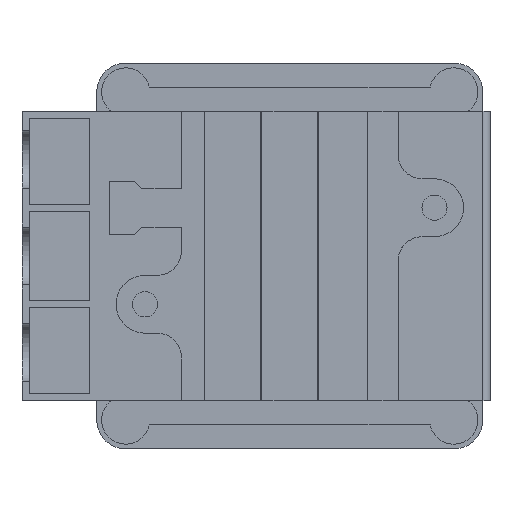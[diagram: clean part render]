
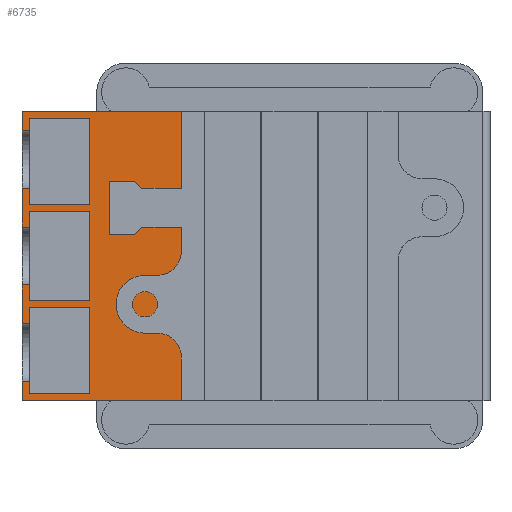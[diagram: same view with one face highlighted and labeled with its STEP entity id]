
A CAD part, front view. The second image highlights one B-rep face of the part: STEP entity #6735.
In plain terms, the highlighted planar face has unit normal (0, -1, 0).
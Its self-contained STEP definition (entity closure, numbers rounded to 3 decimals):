
#862=DIRECTION('',(0.,0.,1.));
#863=VECTOR('',#862,60.);
#864=CARTESIAN_POINT('',(-22.5,11.7,-30.));
#865=LINE('',#864,#863);
#993=DIRECTION('',(1.,0.,0.));
#994=VECTOR('',#993,1.5);
#995=CARTESIAN_POINT('',(-55.5,11.7,14.));
#996=LINE('',#995,#994);
#997=DIRECTION('',(1.,0.,0.));
#998=VECTOR('',#997,12.5);
#999=CARTESIAN_POINT('',(-54.,11.7,10.75));
#1000=LINE('',#999,#998);
#1001=DIRECTION('',(0.,0.,1.));
#1002=VECTOR('',#1001,17.85);
#1003=CARTESIAN_POINT('',(-41.5,11.7,10.75));
#1004=LINE('',#1003,#1002);
#1005=DIRECTION('',(-1.,0.,0.));
#1006=VECTOR('',#1005,12.5);
#1007=CARTESIAN_POINT('',(-41.5,11.7,28.6));
#1008=LINE('',#1007,#1006);
#1009=DIRECTION('',(1.,0.,0.));
#1010=VECTOR('',#1009,1.5);
#1011=CARTESIAN_POINT('',(-55.5,11.7,26.));
#1012=LINE('',#1011,#1010);
#1013=DIRECTION('',(0.,0.,-1.));
#1014=VECTOR('',#1013,4.);
#1015=CARTESIAN_POINT('',(-55.5,11.7,30.));
#1016=LINE('',#1015,#1014);
#1017=DIRECTION('',(1.,0.,0.));
#1018=VECTOR('',#1017,33.);
#1019=CARTESIAN_POINT('',(-55.5,11.7,30.));
#1020=LINE('',#1019,#1018);
#1021=DIRECTION('',(-1.,0.,0.));
#1022=VECTOR('',#1021,33.);
#1023=CARTESIAN_POINT('',(-22.5,11.7,-30.));
#1024=LINE('',#1023,#1022);
#1025=DIRECTION('',(0.,0.,-1.));
#1026=VECTOR('',#1025,4.);
#1027=CARTESIAN_POINT('',(-55.5,11.7,-26.));
#1028=LINE('',#1027,#1026);
#1029=DIRECTION('',(1.,0.,0.));
#1030=VECTOR('',#1029,1.5);
#1031=CARTESIAN_POINT('',(-55.5,11.7,-26.));
#1032=LINE('',#1031,#1030);
#1033=DIRECTION('',(1.,0.,0.));
#1034=VECTOR('',#1033,12.5);
#1035=CARTESIAN_POINT('',(-54.,11.7,-28.6));
#1036=LINE('',#1035,#1034);
#1037=DIRECTION('',(0.,0.,1.));
#1038=VECTOR('',#1037,17.85);
#1039=CARTESIAN_POINT('',(-41.5,11.7,-28.6));
#1040=LINE('',#1039,#1038);
#1041=DIRECTION('',(-1.,0.,0.));
#1042=VECTOR('',#1041,12.5);
#1043=CARTESIAN_POINT('',(-41.5,11.7,-10.75));
#1044=LINE('',#1043,#1042);
#1045=DIRECTION('',(1.,0.,0.));
#1046=VECTOR('',#1045,1.5);
#1047=CARTESIAN_POINT('',(-55.5,11.7,-14.));
#1048=LINE('',#1047,#1046);
#1049=DIRECTION('',(0.,0.,-1.));
#1050=VECTOR('',#1049,8.);
#1051=CARTESIAN_POINT('',(-55.5,11.7,-6.));
#1052=LINE('',#1051,#1050);
#1053=DIRECTION('',(1.,0.,0.));
#1054=VECTOR('',#1053,1.5);
#1055=CARTESIAN_POINT('',(-55.5,11.7,-6.));
#1056=LINE('',#1055,#1054);
#1057=DIRECTION('',(1.,0.,0.));
#1058=VECTOR('',#1057,12.5);
#1059=CARTESIAN_POINT('',(-54.,11.7,-9.25));
#1060=LINE('',#1059,#1058);
#1061=DIRECTION('',(-1.,0.,0.));
#1062=VECTOR('',#1061,12.5);
#1063=CARTESIAN_POINT('',(-41.5,11.7,9.25));
#1064=LINE('',#1063,#1062);
#1065=DIRECTION('',(1.,0.,0.));
#1066=VECTOR('',#1065,1.5);
#1067=CARTESIAN_POINT('',(-55.5,11.7,6.));
#1068=LINE('',#1067,#1066);
#1069=DIRECTION('',(0.,0.,-1.));
#1070=VECTOR('',#1069,8.);
#1071=CARTESIAN_POINT('',(-55.5,11.7,14.));
#1072=LINE('',#1071,#1070);
#1086=DIRECTION('',(0.,0.,1.));
#1087=VECTOR('',#1086,2.6);
#1088=CARTESIAN_POINT('',(-54.,11.7,26.));
#1089=LINE('',#1088,#1087);
#1098=DIRECTION('',(0.,0.,1.));
#1099=VECTOR('',#1098,3.25);
#1100=CARTESIAN_POINT('',(-54.,11.7,10.75));
#1101=LINE('',#1100,#1099);
#1171=DIRECTION('',(0.,0.,1.));
#1172=VECTOR('',#1171,3.25);
#1173=CARTESIAN_POINT('',(-54.,11.7,-14.));
#1174=LINE('',#1173,#1172);
#1183=DIRECTION('',(0.,0.,1.));
#1184=VECTOR('',#1183,2.6);
#1185=CARTESIAN_POINT('',(-54.,11.7,-28.6));
#1186=LINE('',#1185,#1184);
#1291=DIRECTION('',(0.,0.,-1.));
#1292=VECTOR('',#1291,18.5);
#1293=CARTESIAN_POINT('',(-41.5,11.7,9.25));
#1294=LINE('',#1293,#1292);
#1324=DIRECTION('',(0.,0.,1.));
#1325=VECTOR('',#1324,3.25);
#1326=CARTESIAN_POINT('',(-54.,11.7,6.));
#1327=LINE('',#1326,#1325);
#1336=DIRECTION('',(0.,0.,1.));
#1337=VECTOR('',#1336,3.25);
#1338=CARTESIAN_POINT('',(-54.,11.7,-9.25));
#1339=LINE('',#1338,#1337);
#4449=CARTESIAN_POINT('',(-55.5,11.7,30.));
#4450=VERTEX_POINT('',#4449);
#4459=CARTESIAN_POINT('',(-55.5,11.7,-30.));
#4460=VERTEX_POINT('',#4459);
#4463=CARTESIAN_POINT('',(-22.5,11.7,-30.));
#4464=CARTESIAN_POINT('',(-22.5,11.7,30.));
#4465=VERTEX_POINT('',#4463);
#4466=VERTEX_POINT('',#4464);
#4511=CARTESIAN_POINT('',(-54.,11.7,-28.6));
#4512=CARTESIAN_POINT('',(-41.5,11.7,-28.6));
#4513=VERTEX_POINT('',#4511);
#4514=VERTEX_POINT('',#4512);
#4515=CARTESIAN_POINT('',(-41.5,11.7,-10.75));
#4516=VERTEX_POINT('',#4515);
#4517=CARTESIAN_POINT('',(-54.,11.7,-10.75));
#4518=VERTEX_POINT('',#4517);
#4519=CARTESIAN_POINT('',(-54.,11.7,-9.25));
#4520=CARTESIAN_POINT('',(-41.5,11.7,-9.25));
#4521=VERTEX_POINT('',#4519);
#4522=VERTEX_POINT('',#4520);
#4523=CARTESIAN_POINT('',(-41.5,11.7,9.25));
#4524=CARTESIAN_POINT('',(-54.,11.7,9.25));
#4525=VERTEX_POINT('',#4523);
#4526=VERTEX_POINT('',#4524);
#4527=CARTESIAN_POINT('',(-54.,11.7,10.75));
#4528=CARTESIAN_POINT('',(-41.5,11.7,10.75));
#4529=VERTEX_POINT('',#4527);
#4530=VERTEX_POINT('',#4528);
#4531=CARTESIAN_POINT('',(-41.5,11.7,28.6));
#4532=VERTEX_POINT('',#4531);
#4533=CARTESIAN_POINT('',(-54.,11.7,28.6));
#4534=VERTEX_POINT('',#4533);
#4539=CARTESIAN_POINT('',(-55.5,11.7,14.));
#4540=VERTEX_POINT('',#4539);
#4541=CARTESIAN_POINT('',(-55.5,11.7,26.));
#4542=VERTEX_POINT('',#4541);
#4547=CARTESIAN_POINT('',(-55.5,11.7,-6.));
#4548=VERTEX_POINT('',#4547);
#4549=CARTESIAN_POINT('',(-55.5,11.7,6.));
#4550=VERTEX_POINT('',#4549);
#4555=CARTESIAN_POINT('',(-55.5,11.7,-26.));
#4556=VERTEX_POINT('',#4555);
#4557=CARTESIAN_POINT('',(-55.5,11.7,-14.));
#4558=VERTEX_POINT('',#4557);
#4559=CARTESIAN_POINT('',(-54.,11.7,14.));
#4560=VERTEX_POINT('',#4559);
#4561=CARTESIAN_POINT('',(-54.,11.7,26.));
#4562=VERTEX_POINT('',#4561);
#4563=CARTESIAN_POINT('',(-54.,11.7,-6.));
#4564=VERTEX_POINT('',#4563);
#4565=CARTESIAN_POINT('',(-54.,11.7,6.));
#4566=VERTEX_POINT('',#4565);
#4567=CARTESIAN_POINT('',(-54.,11.7,-26.));
#4568=VERTEX_POINT('',#4567);
#4569=CARTESIAN_POINT('',(-54.,11.7,-14.));
#4570=VERTEX_POINT('',#4569);
#6680=CARTESIAN_POINT('',(-55.5,11.7,30.));
#6681=DIRECTION('',(0.,-1.,0.));
#6682=DIRECTION('',(1.,0.,0.));
#6683=AXIS2_PLACEMENT_3D('',#6680,#6681,#6682);
#6684=PLANE('',#6683);
#6686=ORIENTED_EDGE('',*,*,#6685,.T.);
#6688=ORIENTED_EDGE('',*,*,#6687,.F.);
#6690=ORIENTED_EDGE('',*,*,#6689,.T.);
#6692=ORIENTED_EDGE('',*,*,#6691,.T.);
#6694=ORIENTED_EDGE('',*,*,#6693,.T.);
#6696=ORIENTED_EDGE('',*,*,#6695,.F.);
#6697=ORIENTED_EDGE('',*,*,#6672,.F.);
#6698=ORIENTED_EDGE('',*,*,#6644,.F.);
#6699=ORIENTED_EDGE('',*,*,#5846,.T.);
#6700=ORIENTED_EDGE('',*,*,#6366,.F.);
#6701=ORIENTED_EDGE('',*,*,#5908,.T.);
#6702=ORIENTED_EDGE('',*,*,#6639,.F.);
#6704=ORIENTED_EDGE('',*,*,#6703,.T.);
#6706=ORIENTED_EDGE('',*,*,#6705,.F.);
#6708=ORIENTED_EDGE('',*,*,#6707,.T.);
#6710=ORIENTED_EDGE('',*,*,#6709,.T.);
#6712=ORIENTED_EDGE('',*,*,#6711,.T.);
#6714=ORIENTED_EDGE('',*,*,#6713,.F.);
#6716=ORIENTED_EDGE('',*,*,#6715,.F.);
#6717=ORIENTED_EDGE('',*,*,#6631,.F.);
#6719=ORIENTED_EDGE('',*,*,#6718,.T.);
#6721=ORIENTED_EDGE('',*,*,#6720,.F.);
#6723=ORIENTED_EDGE('',*,*,#6722,.T.);
#6725=ORIENTED_EDGE('',*,*,#6724,.F.);
#6727=ORIENTED_EDGE('',*,*,#6726,.T.);
#6729=ORIENTED_EDGE('',*,*,#6728,.F.);
#6731=ORIENTED_EDGE('',*,*,#6730,.F.);
#6732=ORIENTED_EDGE('',*,*,#6623,.F.);
#6733=EDGE_LOOP('',(#6686,#6688,#6690,#6692,#6694,#6696,#6697,#6698,#6699,#6700,
#6701,#6702,#6704,#6706,#6708,#6710,#6712,#6714,#6716,#6717,#6719,#6721,#6723,
#6725,#6727,#6729,#6731,#6732));
#6734=FACE_OUTER_BOUND('',#6733,.F.);
#6735=ADVANCED_FACE('',(#6734),#6684,.T.);
#5846=EDGE_CURVE('',#4450,#4466,#1020,.T.);
#5908=EDGE_CURVE('',#4465,#4460,#1024,.T.);
#6366=EDGE_CURVE('',#4465,#4466,#865,.T.);
#6623=EDGE_CURVE('',#4540,#4550,#1072,.T.);
#6631=EDGE_CURVE('',#4548,#4558,#1052,.T.);
#6639=EDGE_CURVE('',#4556,#4460,#1028,.T.);
#6644=EDGE_CURVE('',#4450,#4542,#1016,.T.);
#6672=EDGE_CURVE('',#4542,#4562,#1012,.T.);
#6685=EDGE_CURVE('',#4540,#4560,#996,.T.);
#6687=EDGE_CURVE('',#4529,#4560,#1101,.T.);
#6689=EDGE_CURVE('',#4529,#4530,#1000,.T.);
#6691=EDGE_CURVE('',#4530,#4532,#1004,.T.);
#6693=EDGE_CURVE('',#4532,#4534,#1008,.T.);
#6695=EDGE_CURVE('',#4562,#4534,#1089,.T.);
#6703=EDGE_CURVE('',#4556,#4568,#1032,.T.);
#6705=EDGE_CURVE('',#4513,#4568,#1186,.T.);
#6707=EDGE_CURVE('',#4513,#4514,#1036,.T.);
#6709=EDGE_CURVE('',#4514,#4516,#1040,.T.);
#6711=EDGE_CURVE('',#4516,#4518,#1044,.T.);
#6713=EDGE_CURVE('',#4570,#4518,#1174,.T.);
#6715=EDGE_CURVE('',#4558,#4570,#1048,.T.);
#6718=EDGE_CURVE('',#4548,#4564,#1056,.T.);
#6720=EDGE_CURVE('',#4521,#4564,#1339,.T.);
#6722=EDGE_CURVE('',#4521,#4522,#1060,.T.);
#6724=EDGE_CURVE('',#4525,#4522,#1294,.T.);
#6726=EDGE_CURVE('',#4525,#4526,#1064,.T.);
#6728=EDGE_CURVE('',#4566,#4526,#1327,.T.);
#6730=EDGE_CURVE('',#4550,#4566,#1068,.T.);
